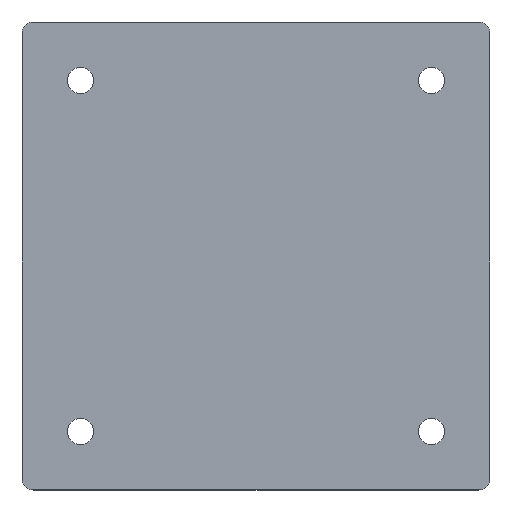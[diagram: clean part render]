
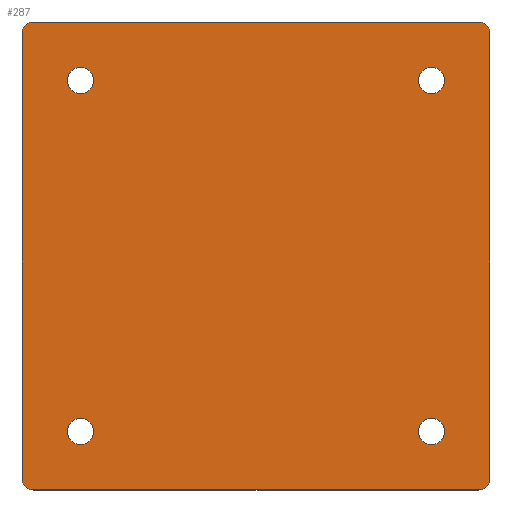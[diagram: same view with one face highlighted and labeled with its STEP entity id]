
A CAD part, top view. The second image highlights one B-rep face of the part: STEP entity #287.
In plain terms, the highlighted planar face has unit normal (0, 0, 1).
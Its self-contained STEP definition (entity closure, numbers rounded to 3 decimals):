
#15=FACE_BOUND('',#50,.T.);
#16=FACE_BOUND('',#51,.T.);
#17=FACE_BOUND('',#52,.T.);
#18=FACE_BOUND('',#53,.T.);
#24=PLANE('',#335);
#35=FACE_OUTER_BOUND('',#49,.T.);
#49=EDGE_LOOP('',(#221,#222,#223,#224,#225,#226,#227,#228));
#50=EDGE_LOOP('',(#229,#230));
#51=EDGE_LOOP('',(#231,#232));
#52=EDGE_LOOP('',(#233,#234));
#53=EDGE_LOOP('',(#235,#236));
#71=LINE('',#483,#91);
#74=LINE('',#489,#94);
#75=LINE('',#493,#95);
#76=LINE('',#497,#96);
#91=VECTOR('',#397,10.);
#94=VECTOR('',#402,10.);
#95=VECTOR('',#405,10.);
#96=VECTOR('',#408,10.);
#105=CIRCLE('',#316,4.5);
#106=CIRCLE('',#317,4.5);
#108=CIRCLE('',#320,4.5);
#109=CIRCLE('',#321,4.5);
#111=CIRCLE('',#324,4.5);
#112=CIRCLE('',#325,4.5);
#114=CIRCLE('',#328,4.5);
#115=CIRCLE('',#329,4.5);
#117=CIRCLE('',#332,4.);
#119=CIRCLE('',#336,4.);
#120=CIRCLE('',#337,4.);
#121=CIRCLE('',#338,4.);
#125=VERTEX_POINT('',#441);
#126=VERTEX_POINT('',#442);
#128=VERTEX_POINT('',#449);
#129=VERTEX_POINT('',#450);
#131=VERTEX_POINT('',#457);
#132=VERTEX_POINT('',#458);
#134=VERTEX_POINT('',#465);
#135=VERTEX_POINT('',#466);
#137=VERTEX_POINT('',#473);
#138=VERTEX_POINT('',#474);
#141=VERTEX_POINT('',#482);
#143=VERTEX_POINT('',#488);
#144=VERTEX_POINT('',#490);
#145=VERTEX_POINT('',#492);
#146=VERTEX_POINT('',#494);
#147=VERTEX_POINT('',#496);
#153=EDGE_CURVE('',#125,#126,#105,.T.);
#154=EDGE_CURVE('',#126,#125,#106,.T.);
#157=EDGE_CURVE('',#128,#129,#108,.T.);
#158=EDGE_CURVE('',#129,#128,#109,.T.);
#161=EDGE_CURVE('',#131,#132,#111,.T.);
#162=EDGE_CURVE('',#132,#131,#112,.T.);
#165=EDGE_CURVE('',#134,#135,#114,.T.);
#166=EDGE_CURVE('',#135,#134,#115,.T.);
#169=EDGE_CURVE('',#137,#138,#117,.T.);
#173=EDGE_CURVE('',#141,#138,#71,.T.);
#176=EDGE_CURVE('',#137,#143,#74,.T.);
#177=EDGE_CURVE('',#144,#143,#119,.T.);
#178=EDGE_CURVE('',#144,#145,#75,.T.);
#179=EDGE_CURVE('',#146,#145,#120,.T.);
#180=EDGE_CURVE('',#146,#147,#76,.T.);
#181=EDGE_CURVE('',#141,#147,#121,.T.);
#221=ORIENTED_EDGE('',*,*,#169,.F.);
#222=ORIENTED_EDGE('',*,*,#176,.T.);
#223=ORIENTED_EDGE('',*,*,#177,.F.);
#224=ORIENTED_EDGE('',*,*,#178,.T.);
#225=ORIENTED_EDGE('',*,*,#179,.F.);
#226=ORIENTED_EDGE('',*,*,#180,.T.);
#227=ORIENTED_EDGE('',*,*,#181,.F.);
#228=ORIENTED_EDGE('',*,*,#173,.T.);
#229=ORIENTED_EDGE('',*,*,#153,.T.);
#230=ORIENTED_EDGE('',*,*,#154,.T.);
#231=ORIENTED_EDGE('',*,*,#157,.T.);
#232=ORIENTED_EDGE('',*,*,#158,.T.);
#233=ORIENTED_EDGE('',*,*,#161,.T.);
#234=ORIENTED_EDGE('',*,*,#162,.T.);
#235=ORIENTED_EDGE('',*,*,#165,.T.);
#236=ORIENTED_EDGE('',*,*,#166,.T.);
#287=ADVANCED_FACE('',(#35,#15,#16,#17,#18),#24,.T.);
#316=AXIS2_PLACEMENT_3D('',#443,#353,#354);
#317=AXIS2_PLACEMENT_3D('',#444,#355,#356);
#320=AXIS2_PLACEMENT_3D('',#451,#362,#363);
#321=AXIS2_PLACEMENT_3D('',#452,#364,#365);
#324=AXIS2_PLACEMENT_3D('',#459,#371,#372);
#325=AXIS2_PLACEMENT_3D('',#460,#373,#374);
#328=AXIS2_PLACEMENT_3D('',#467,#380,#381);
#329=AXIS2_PLACEMENT_3D('',#468,#382,#383);
#332=AXIS2_PLACEMENT_3D('',#475,#389,#390);
#335=AXIS2_PLACEMENT_3D('',#487,#400,#401);
#336=AXIS2_PLACEMENT_3D('',#491,#403,#404);
#337=AXIS2_PLACEMENT_3D('',#495,#406,#407);
#338=AXIS2_PLACEMENT_3D('',#498,#409,#410);
#353=DIRECTION('center_axis',(0.,0.,-1.));
#354=DIRECTION('ref_axis',(1.,0.,0.));
#355=DIRECTION('center_axis',(0.,0.,-1.));
#356=DIRECTION('ref_axis',(1.,0.,0.));
#362=DIRECTION('center_axis',(0.,0.,-1.));
#363=DIRECTION('ref_axis',(1.,0.,0.));
#364=DIRECTION('center_axis',(0.,0.,-1.));
#365=DIRECTION('ref_axis',(1.,0.,0.));
#371=DIRECTION('center_axis',(0.,0.,-1.));
#372=DIRECTION('ref_axis',(1.,0.,0.));
#373=DIRECTION('center_axis',(0.,0.,-1.));
#374=DIRECTION('ref_axis',(1.,0.,0.));
#380=DIRECTION('center_axis',(0.,0.,-1.));
#381=DIRECTION('ref_axis',(1.,0.,0.));
#382=DIRECTION('center_axis',(0.,0.,-1.));
#383=DIRECTION('ref_axis',(1.,0.,0.));
#389=DIRECTION('center_axis',(0.,0.,-1.));
#390=DIRECTION('ref_axis',(-0.707,0.707,0.));
#397=DIRECTION('',(-1.,0.,0.));
#400=DIRECTION('center_axis',(0.,0.,1.));
#401=DIRECTION('ref_axis',(1.,0.,0.));
#402=DIRECTION('',(0.,-1.,0.));
#403=DIRECTION('center_axis',(0.,0.,-1.));
#404=DIRECTION('ref_axis',(-0.707,-0.707,0.));
#405=DIRECTION('',(1.,0.,0.));
#406=DIRECTION('center_axis',(0.,0.,-1.));
#407=DIRECTION('ref_axis',(0.707,-0.707,0.));
#408=DIRECTION('',(0.,1.,0.));
#409=DIRECTION('center_axis',(0.,0.,-1.));
#410=DIRECTION('ref_axis',(0.707,0.707,0.));
#441=CARTESIAN_POINT('',(-55.5,-60.,3.));
#442=CARTESIAN_POINT('',(-64.5,-60.,3.));
#443=CARTESIAN_POINT('Origin',(-60.,-60.,3.));
#444=CARTESIAN_POINT('Origin',(-60.,-60.,3.));
#449=CARTESIAN_POINT('',(-55.5,60.,3.));
#450=CARTESIAN_POINT('',(-64.5,60.,3.));
#451=CARTESIAN_POINT('Origin',(-60.,60.,3.));
#452=CARTESIAN_POINT('Origin',(-60.,60.,3.));
#457=CARTESIAN_POINT('',(64.5,60.,3.));
#458=CARTESIAN_POINT('',(55.5,60.,3.));
#459=CARTESIAN_POINT('Origin',(60.,60.,3.));
#460=CARTESIAN_POINT('Origin',(60.,60.,3.));
#465=CARTESIAN_POINT('',(64.5,-60.,3.));
#466=CARTESIAN_POINT('',(55.5,-60.,3.));
#467=CARTESIAN_POINT('Origin',(60.,-60.,3.));
#468=CARTESIAN_POINT('Origin',(60.,-60.,3.));
#473=CARTESIAN_POINT('',(-80.,76.,3.));
#474=CARTESIAN_POINT('',(-76.,80.,3.));
#475=CARTESIAN_POINT('Origin',(-76.,76.,3.));
#482=CARTESIAN_POINT('',(76.,80.,3.));
#483=CARTESIAN_POINT('',(80.,80.,3.));
#487=CARTESIAN_POINT('Origin',(0.,0.,3.));
#488=CARTESIAN_POINT('',(-80.,-76.,3.));
#489=CARTESIAN_POINT('',(-80.,80.,3.));
#490=CARTESIAN_POINT('',(-76.,-80.,3.));
#491=CARTESIAN_POINT('Origin',(-76.,-76.,3.));
#492=CARTESIAN_POINT('',(76.,-80.,3.));
#493=CARTESIAN_POINT('',(-80.,-80.,3.));
#494=CARTESIAN_POINT('',(80.,-76.,3.));
#495=CARTESIAN_POINT('Origin',(76.,-76.,3.));
#496=CARTESIAN_POINT('',(80.,76.,3.));
#497=CARTESIAN_POINT('',(80.,-80.,3.));
#498=CARTESIAN_POINT('Origin',(76.,76.,3.));
